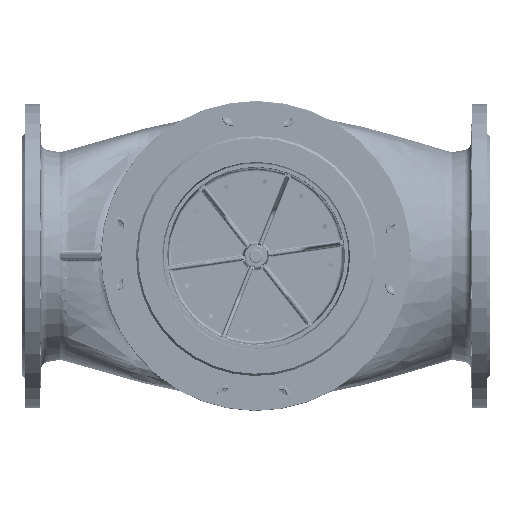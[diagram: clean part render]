
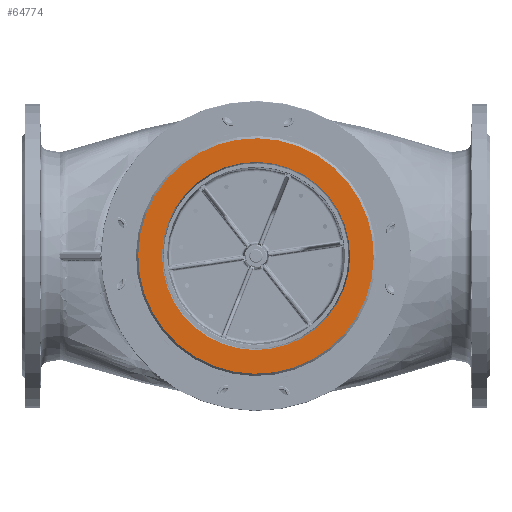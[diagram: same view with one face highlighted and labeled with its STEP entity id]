
A CAD part, front view. The second image highlights one B-rep face of the part: STEP entity #64774.
In plain terms, the highlighted planar face has unit normal (0, 1, 0).
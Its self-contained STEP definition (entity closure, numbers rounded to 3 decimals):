
#62669=CARTESIAN_POINT('',(0.058,-367.905,0.));
#62670=DIRECTION('',(0.,1.,0.));
#62671=DIRECTION('',(0.017,0.,1.));
#62672=AXIS2_PLACEMENT_3D('',#62669,#62670,#62671);
#62674=CARTESIAN_POINT('',(0.058,-367.905,0.));
#62675=DIRECTION('',(0.,1.,0.));
#62676=DIRECTION('',(-0.017,0.,-1.));
#62677=AXIS2_PLACEMENT_3D('',#62674,#62675,#62676);
#62679=CARTESIAN_POINT('',(0.058,-367.905,0.));
#62680=DIRECTION('',(0.,-1.,0.));
#62681=DIRECTION('',(-0.017,0.,-1.));
#62682=AXIS2_PLACEMENT_3D('',#62679,#62680,#62681);
#62684=CARTESIAN_POINT('',(0.058,-367.905,0.));
#62685=DIRECTION('',(0.,-1.,0.));
#62686=DIRECTION('',(0.017,0.,1.));
#62687=AXIS2_PLACEMENT_3D('',#62684,#62685,#62686);
#63389=CARTESIAN_POINT('',(-2.548,-367.904,
-156.478));
#63390=CARTESIAN_POINT('',(2.663,-367.905,
156.478));
#63391=VERTEX_POINT('',#63389);
#63392=VERTEX_POINT('',#63390);
#63549=CARTESIAN_POINT('',(-2.024,-367.904,
-124.983));
#63550=CARTESIAN_POINT('',(2.139,-367.905,
124.983));
#63551=VERTEX_POINT('',#63549);
#63552=VERTEX_POINT('',#63550);
#64760=CARTESIAN_POINT('',(-124.925,-367.897,
2.081));
#64761=DIRECTION('',(0.,1.,0.));
#64762=DIRECTION('',(0.017,0.,1.));
#64763=AXIS2_PLACEMENT_3D('',#64760,#64761,#64762);
#64764=PLANE('',#64763);
#64765=ORIENTED_EDGE('',*,*,#64381,.F.);
#64766=ORIENTED_EDGE('',*,*,#64363,.F.);
#64767=EDGE_LOOP('',(#64765,#64766));
#64768=FACE_OUTER_BOUND('',#64767,.F.);
#64769=ORIENTED_EDGE('',*,*,#64351,.F.);
#64771=ORIENTED_EDGE('',*,*,#64770,.F.);
#64772=EDGE_LOOP('',(#64769,#64771));
#64773=FACE_BOUND('',#64772,.F.);
#64774=ADVANCED_FACE('',(#64768,#64773),#64764,.T.);
#62673=CIRCLE('',#62672,156.5);
#62678=CIRCLE('',#62677,156.5);
#62683=CIRCLE('',#62682,125.);
#62688=CIRCLE('',#62687,125.);
#64351=EDGE_CURVE('',#63551,#63552,#62683,.T.);
#64363=EDGE_CURVE('',#63391,#63392,#62678,.T.);
#64381=EDGE_CURVE('',#63392,#63391,#62673,.T.);
#64770=EDGE_CURVE('',#63552,#63551,#62688,.T.);
